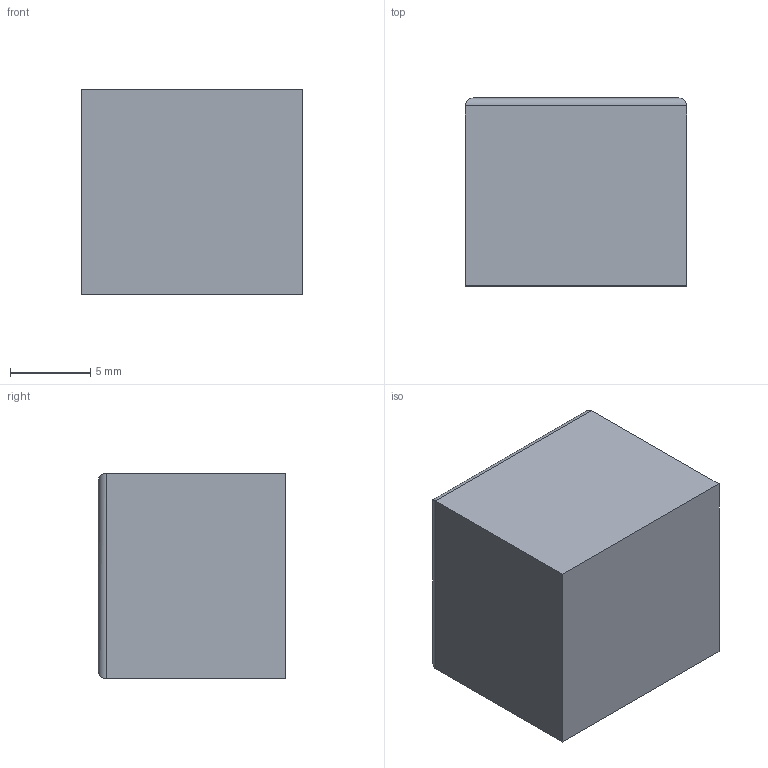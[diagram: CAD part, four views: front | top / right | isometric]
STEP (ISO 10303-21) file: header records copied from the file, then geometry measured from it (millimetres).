
FILE_DESCRIPTION (( 'STEP AP214' ), '1' );
FILE_NAME ('J_Mini-DIN-6.step', '2022-10-12T22:50:05', ( '' ), ( '' ), 'SwSTEP 2.0', 'SolidWorks 2020', '' );
FILE_SCHEMA (( 'AUTOMOTIVE_DESIGN' ));
Length unit declared in the file: millimetre
Products named in the file (1): J_Mini-DIN-6
Bounding box: 13.8 x 11.7 x 12.8 mm (x, y, z)
Volume: 1811.4 mm3; surface area: 1653.1 mm2
Topology: 1 solids, 1 shells, 60 faces, 131 edges, 82 vertices
Faces by surface type: plane 26, cylinder 22, cone 12
Entity records: 1834 total; most frequent: DIRECTION 297, CARTESIAN_POINT 286, ORIENTED_EDGE 262, EDGE_CURVE 131, AXIS2_PLACEMENT_3D 109, VERTEX_POINT 82, LINE 79, VECTOR 79
